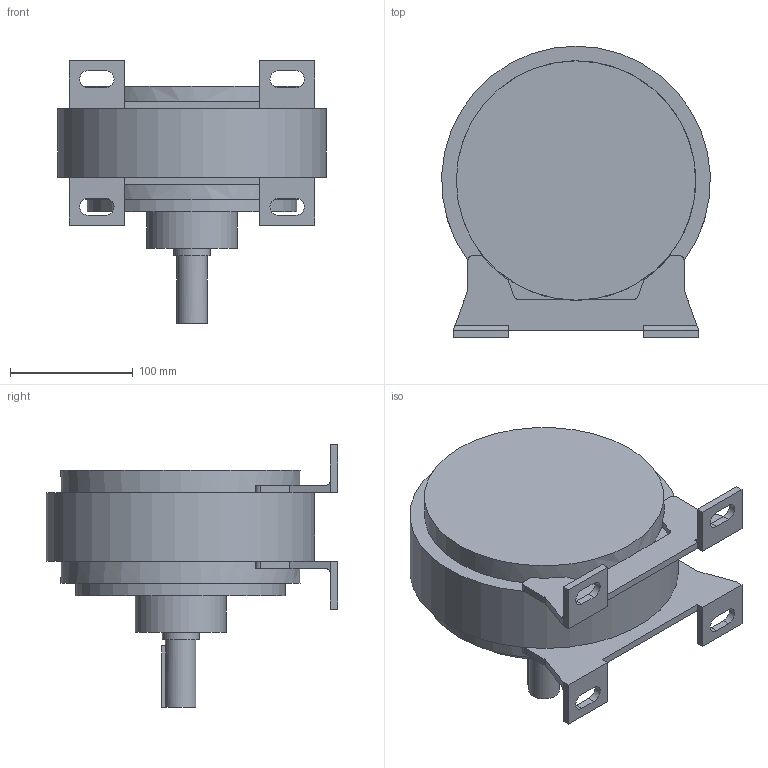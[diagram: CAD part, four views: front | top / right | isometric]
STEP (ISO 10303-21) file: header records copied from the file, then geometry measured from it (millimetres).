
FILE_DESCRIPTION (( 'STEP AP203' ), '1' );
FILE_NAME ('954-25-02-0050.STEP', '2023-09-04T06:14:27', ( 'Magtroladmin' ), ( '' ), 'SwSTEP 2.0', 'SolidWorks 2023', '' );
FILE_SCHEMA (( 'CONFIG_CONTROL_DESIGN' ));
Length unit declared in the file: millimetre
Products named in the file (1): 954-25-02-0050
Bounding box: 218.8 x 237.5 x 214 mm (x, y, z)
Volume: 3691053 mm3; surface area: 193821.5 mm2
Topology: 1 solids, 1 shells, 97 faces, 259 edges, 168 vertices
Faces by surface type: plane 66, cylinder 31
Full cylindrical faces by diameter (mm): 25 x1, 30 x1, 74 x1, 171 x1, 195 x2, 219 x1
Entity records: 3035 total; most frequent: CARTESIAN_POINT 524, DIRECTION 504, ORIENTED_EDGE 498, EDGE_CURVE 249, LINE 182, VECTOR 182, VERTEX_POINT 165, AXIS2_PLACEMENT_3D 161
